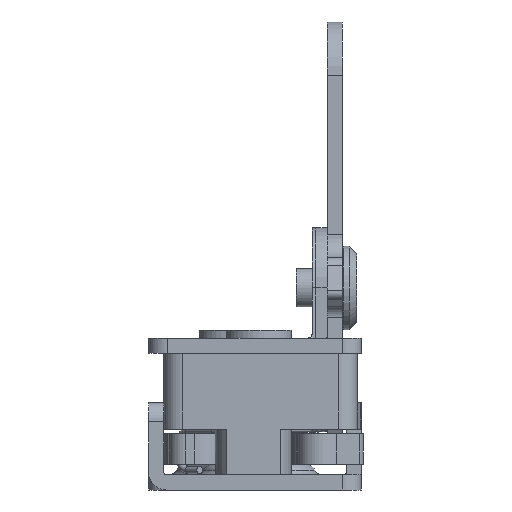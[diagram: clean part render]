
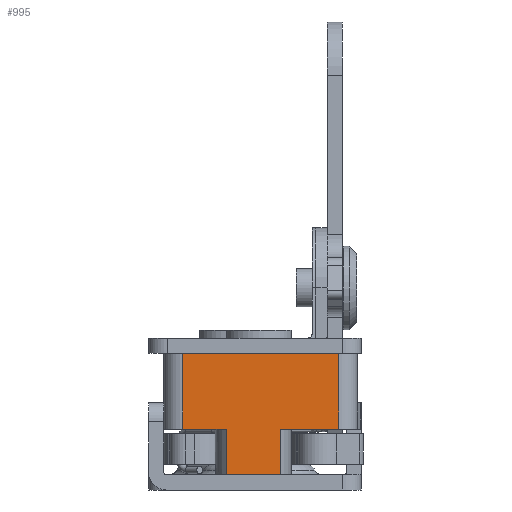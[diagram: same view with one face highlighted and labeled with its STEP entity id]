
A CAD part, left-side view. The second image highlights one B-rep face of the part: STEP entity #995.
In plain terms, the highlighted planar face has unit normal (-1, 0, 0).
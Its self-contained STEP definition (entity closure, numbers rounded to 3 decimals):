
#995=ADVANCED_FACE('',(#1748),#1749,.F.);
#1748=FACE_OUTER_BOUND('',#3819,.T.);
#1749=PLANE('',#3820);
#3819=EDGE_LOOP('',(#6232,#6233,#6234,#6235,#6236,#6237,#6238,#6239));
#3820=AXIS2_PLACEMENT_3D('',#6240,#6241,#6242);
#6232=ORIENTED_EDGE('',*,*,#8346,.T.);
#6233=ORIENTED_EDGE('',*,*,#8480,.T.);
#6234=ORIENTED_EDGE('',*,*,#8401,.F.);
#6235=ORIENTED_EDGE('',*,*,#8481,.F.);
#6236=ORIENTED_EDGE('',*,*,#8363,.T.);
#6237=ORIENTED_EDGE('',*,*,#8459,.T.);
#6238=ORIENTED_EDGE('',*,*,#8482,.T.);
#6239=ORIENTED_EDGE('',*,*,#8457,.F.);
#6240=CARTESIAN_POINT('',(-41.689,114.528,2.25));
#6241=DIRECTION('',(1.,0.,0.));
#6242=DIRECTION('',(0.,0.,-1.));
#8346=EDGE_CURVE('',#9903,#9901,#9904,.T.);
#8363=EDGE_CURVE('',#9930,#9928,#9931,.T.);
#8401=EDGE_CURVE('',#9995,#9997,#9998,.T.);
#8457=EDGE_CURVE('',#9903,#10093,#10094,.T.);
#8459=EDGE_CURVE('',#9928,#10095,#10097,.T.);
#8480=EDGE_CURVE('',#9901,#9997,#10129,.T.);
#8481=EDGE_CURVE('',#9930,#9995,#10130,.T.);
#8482=EDGE_CURVE('',#10095,#10093,#10131,.T.);
#9901=VERTEX_POINT('',#12335);
#9903=VERTEX_POINT('',#12337);
#9904=LINE('',#12338,#12339);
#9928=VERTEX_POINT('',#12368);
#9930=VERTEX_POINT('',#12370);
#9931=LINE('',#12371,#12372);
#9995=VERTEX_POINT('',#12460);
#9997=VERTEX_POINT('',#12462);
#9998=LINE('',#12463,#12464);
#10093=VERTEX_POINT('',#12592);
#10094=LINE('',#12593,#12594);
#10095=VERTEX_POINT('',#12595);
#10097=LINE('',#12597,#12598);
#10129=LINE('',#12644,#12645);
#10130=LINE('',#12646,#12647);
#10131=LINE('',#12648,#12649);
#12335=CARTESIAN_POINT('',(-41.689,94.028,2.25));
#12337=CARTESIAN_POINT('',(-41.689,101.707,2.25));
#12338=CARTESIAN_POINT('',(-41.689,114.528,2.25));
#12339=VECTOR('',#14557,1.0);
#12368=CARTESIAN_POINT('',(-41.689,108.848,2.25));
#12370=CARTESIAN_POINT('',(-41.689,114.528,2.25));
#12371=CARTESIAN_POINT('',(-41.689,114.528,2.25));
#12372=VECTOR('',#14596,1.0);
#12460=CARTESIAN_POINT('',(-41.689,114.528,12.25));
#12462=CARTESIAN_POINT('',(-41.689,94.028,12.25));
#12463=CARTESIAN_POINT('',(-41.689,114.528,12.25));
#12464=VECTOR('',#14660,1.0);
#12592=CARTESIAN_POINT('',(-41.689,101.707,-3.75));
#12593=CARTESIAN_POINT('',(-41.689,101.707,71.073));
#12594=VECTOR('',#14760,1.0);
#12595=CARTESIAN_POINT('',(-41.689,108.848,-3.75));
#12597=CARTESIAN_POINT('',(-41.689,108.848,71.073));
#12598=VECTOR('',#14764,1.0);
#12644=CARTESIAN_POINT('',(-41.689,94.028,2.25));
#12645=VECTOR('',#14797,1.0);
#12646=CARTESIAN_POINT('',(-41.689,114.528,2.25));
#12647=VECTOR('',#14798,1.0);
#12648=CARTESIAN_POINT('',(-41.689,108.848,-3.75));
#12649=VECTOR('',#14799,1.0);
#14557=DIRECTION('',(0.,-1.,0.));
#14596=DIRECTION('',(0.,-1.,0.));
#14660=DIRECTION('',(0.,-1.,0.));
#14760=DIRECTION('',(0.,0.,-1.0));
#14764=DIRECTION('',(0.,0.,-1.0));
#14797=DIRECTION('',(0.,0.,1.0));
#14798=DIRECTION('',(0.,0.,1.0));
#14799=DIRECTION('',(0.,-1.,0.));
